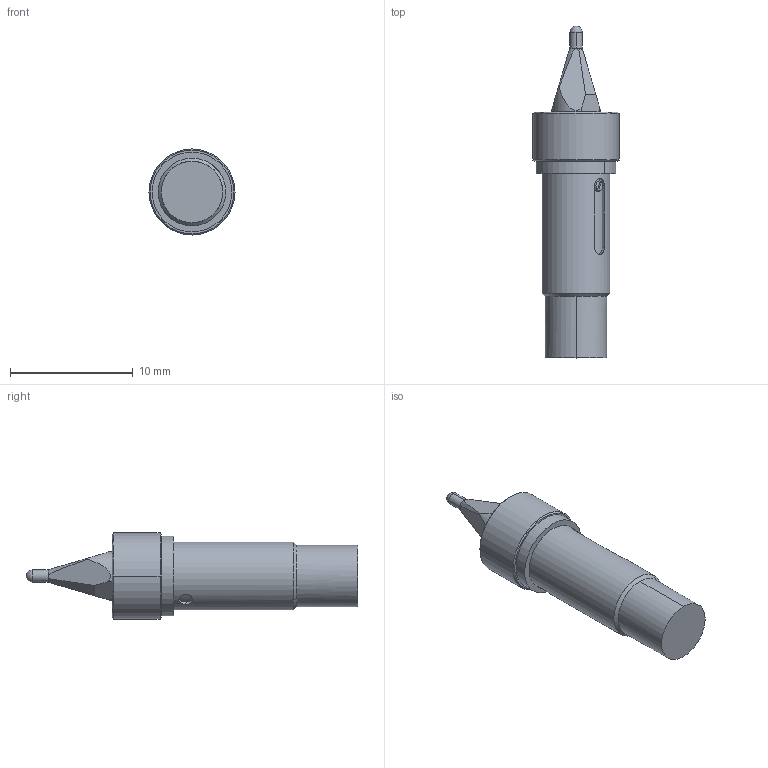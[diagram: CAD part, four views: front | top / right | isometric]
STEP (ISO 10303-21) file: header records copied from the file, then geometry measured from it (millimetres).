
FILE_DESCRIPTION (( 'STEP AP214' ), '1' );
FILE_NAME ('25214~1.STEP', '2019-08-22T06:37:51', ( '' ), ( '' ), 'SwSTEP 2.0', 'SolidWorks 2018', '' );
FILE_SCHEMA (( 'AUTOMOTIVE_DESIGN' ));
Length unit declared in the file: millimetre
Products named in the file (5): 24482~1; F+E-0113-00-002-0404DU~0; GFS-874-0002_Dummy~2_S; 25214~1; F+E-0113-01-003-DS~1
Assembly tree (4 placements, depth 3):
  25214~1
    24482~1
      F+E-0113-01-003-DS~1
      F+E-0113-00-002-0404DU~0
    GFS-874-0002_Dummy~2_S
Bounding box: 7 x 27 x 7 mm (x, y, z)
Volume: 549.9 mm3; surface area: 751.8 mm2
Topology: 3 solids, 3 shells, 74 faces, 172 edges, 106 vertices
Faces by surface type: cone 27, cylinder 25, plane 21, sphere 1
Entity records: 2863 total; most frequent: CARTESIAN_POINT 594, DIRECTION 358, ORIENTED_EDGE 338, EDGE_CURVE 169, AXIS2_PLACEMENT_3D 144, VERTEX_POINT 104, EDGE_LOOP 81, ADVANCED_FACE 74
